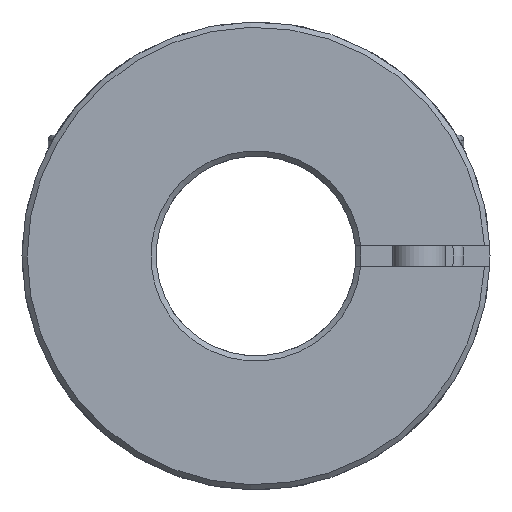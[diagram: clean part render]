
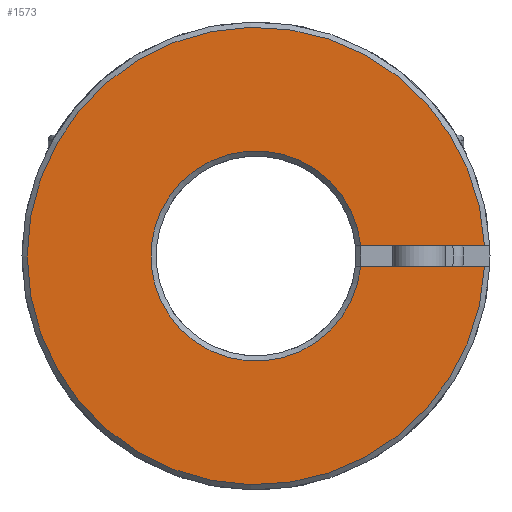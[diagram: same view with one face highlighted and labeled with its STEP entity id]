
A CAD part, left-side view. The second image highlights one B-rep face of the part: STEP entity #1573.
In plain terms, the highlighted planar face has unit normal (-1, 0, 0).
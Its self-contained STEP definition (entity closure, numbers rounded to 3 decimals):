
#65=PLANE('',#1731);
#138=LINE('',#2508,#222);
#140=LINE('',#2517,#224);
#222=VECTOR('',#1953,1000.);
#224=VECTOR('',#1961,1000.);
#364=ORIENTED_EDGE('',*,*,#712,.F.);
#365=ORIENTED_EDGE('',*,*,#729,.F.);
#366=ORIENTED_EDGE('',*,*,#708,.F.);
#367=ORIENTED_EDGE('',*,*,#728,.T.);
#708=EDGE_CURVE('',#906,#896,#138,.T.);
#712=EDGE_CURVE('',#910,#911,#140,.T.);
#728=EDGE_CURVE('',#906,#911,#1054,.T.);
#729=EDGE_CURVE('',#896,#910,#1055,.T.);
#896=VERTEX_POINT('',#2488);
#906=VERTEX_POINT('',#2507);
#910=VERTEX_POINT('',#2516);
#911=VERTEX_POINT('',#2518);
#1054=CIRCLE('',#1715,21.75);
#1055=CIRCLE('',#1717,10.);
#1171=EDGE_LOOP('',(#364,#365,#366,#367));
#1365=FACE_BOUND('',#1171,.T.);
#1573=ADVANCED_FACE('',(#1365),#65,.T.);
#1715=AXIS2_PLACEMENT_3D('',#2546,#1993,#1994);
#1717=AXIS2_PLACEMENT_3D('',#2548,#1997,#1998);
#1731=AXIS2_PLACEMENT_3D('',#2608,#2025,#2026);
#1953=DIRECTION('',(0.,1.,0.));
#1961=DIRECTION('',(0.,-1.,0.));
#1993=DIRECTION('',(-1.,0.,0.));
#1994=DIRECTION('',(0.,1.,0.));
#1997=DIRECTION('',(-1.,0.,0.));
#1998=DIRECTION('',(0.,1.,0.));
#2025=DIRECTION('',(-1.,0.,0.));
#2026=DIRECTION('',(0.,1.,0.));
#2488=CARTESIAN_POINT('',(-31.34,-9.95,1.));
#2507=CARTESIAN_POINT('',(-31.34,-21.727,1.));
#2508=CARTESIAN_POINT('',(-31.34,-22.228,1.));
#2516=CARTESIAN_POINT('',(-31.34,-9.95,-1.));
#2517=CARTESIAN_POINT('',(-31.34,-1.337,-1.));
#2518=CARTESIAN_POINT('',(-31.34,-21.727,-1.));
#2546=CARTESIAN_POINT('',(-31.34,0.,0.));
#2548=CARTESIAN_POINT('',(-31.34,0.,0.));
#2608=CARTESIAN_POINT('',(-31.34,9.5,0.));
